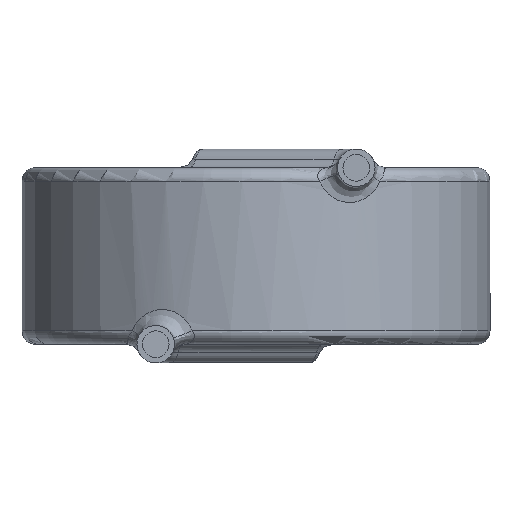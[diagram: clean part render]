
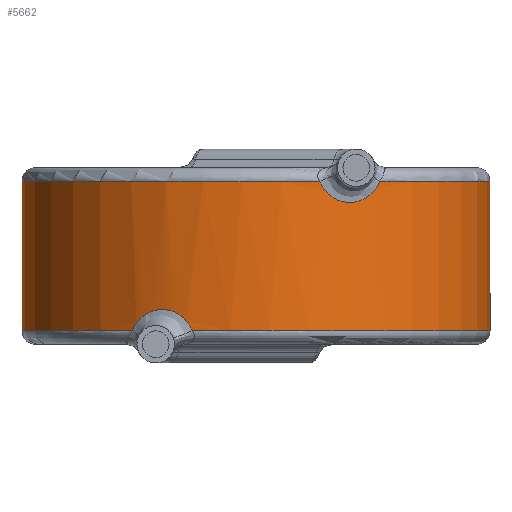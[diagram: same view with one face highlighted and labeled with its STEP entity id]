
A CAD part, front view. The second image highlights one B-rep face of the part: STEP entity #5662.
In plain terms, the highlighted cylindrical face has radius 8.75 mm (diameter 17.5 mm), a partial arc.
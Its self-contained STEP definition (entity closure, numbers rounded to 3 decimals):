
#44 = VERTEX_POINT ( 'NONE', #6315 ) ;
#93 = CARTESIAN_POINT ( 'NONE',  ( -4.376, -7.577, -2.379 ) ) ;
#115 = VERTEX_POINT ( 'NONE', #4230 ) ;
#243 = CARTESIAN_POINT ( 'NONE',  ( 4.632, -7.423, 2.8 ) ) ;
#289 = CARTESIAN_POINT ( 'NONE',  ( -8.75, 0., -7.293 ) ) ;
#356 = EDGE_CURVE ( 'NONE', #6710, #6394, #6556, .T. ) ;
#362 = AXIS2_PLACEMENT_3D ( 'NONE', #2685, #5050, #2798 ) ;
#494 = CARTESIAN_POINT ( 'NONE',  ( 3.771, -7.897, 2.024 ) ) ;
#515 = CARTESIAN_POINT ( 'NONE',  ( -3.771, -7.897, -2.024 ) ) ;
#644 = AXIS2_PLACEMENT_3D ( 'NONE', #4277, #6557, #6026 ) ;
#667 = CARTESIAN_POINT ( 'NONE',  ( 8.75, 0., -7.293 ) ) ;
#1067 = CARTESIAN_POINT ( 'NONE',  ( 3.297, -8.106, 2.013 ) ) ;
#1113 = AXIS2_PLACEMENT_3D ( 'NONE', #4354, #4977, #5512 ) ;
#1134 = CARTESIAN_POINT ( 'NONE',  ( -4.632, -7.423, -2.8 ) ) ;
#1251 = CARTESIAN_POINT ( 'NONE',  ( -2.386, -8.418, -2.8 ) ) ;
#1367 = FACE_OUTER_BOUND ( 'NONE', #4624, .T. ) ;
#1617 = CARTESIAN_POINT ( 'NONE',  ( 4.525, -7.49, 2.574 ) ) ;
#1823 = B_SPLINE_CURVE_WITH_KNOTS ( 'NONE', 3,
 ( #5144, #2200, #1617, #5766, #7361, #2049, #6773, #494, #7002, #6965, #1067, #7667, #3439, #2318, #2363, #3518 ),
 .UNSPECIFIED., .F., .F.,
 ( 4, 2, 2, 2, 2, 2, 2, 4 ),
 ( 0., 0., 0.001, 0.001, 0.002, 0.002, 0.002, 0.003 ),
 .UNSPECIFIED. ) ;
#1832 = CARTESIAN_POINT ( 'NONE',  ( -2.644, -8.344, -2.349 ) ) ;
#1850 = AXIS2_PLACEMENT_3D ( 'NONE', #5395, #2456, #6598 ) ;
#1899 = CARTESIAN_POINT ( 'NONE',  ( -8.75, 0., -2.8 ) ) ;
#2049 = CARTESIAN_POINT ( 'NONE',  ( 4.098, -7.732, 2.156 ) ) ;
#2105 = LINE ( 'NONE', #289, #6795 ) ;
#2200 = CARTESIAN_POINT ( 'NONE',  ( 4.586, -7.452, 2.681 ) ) ;
#2318 = CARTESIAN_POINT ( 'NONE',  ( 2.644, -8.344, 2.349 ) ) ;
#2338 = CARTESIAN_POINT ( 'NONE',  ( -3.297, -8.106, -2.013 ) ) ;
#2363 = CARTESIAN_POINT ( 'NONE',  ( 2.481, -8.391, 2.557 ) ) ;
#2456 = DIRECTION ( 'NONE',  ( 0., 0., -1. ) ) ;
#2458 = CARTESIAN_POINT ( 'NONE',  ( -3.653, -7.952, -2.003 ) ) ;
#2495 = DIRECTION ( 'NONE',  ( 0., 0., -1. ) ) ;
#2507 = CARTESIAN_POINT ( 'NONE',  ( 0., 0., 2.8 ) ) ;
#2590 = ORIENTED_EDGE ( 'NONE', *, *, #4518, .F. ) ;
#2685 = CARTESIAN_POINT ( 'NONE',  ( 0., 0., -2.8 ) ) ;
#2721 = EDGE_CURVE ( 'NONE', #7358, #6096, #2105, .T. ) ;
#2798 = DIRECTION ( 'NONE',  ( -1., 0., 0. ) ) ;
#2881 = CARTESIAN_POINT ( 'NONE',  ( -4.29, -7.627, -2.295 ) ) ;
#2891 = ORIENTED_EDGE ( 'NONE', *, *, #3438, .T. ) ;
#3002 = CARTESIAN_POINT ( 'NONE',  ( -4.098, -7.732, -2.156 ) ) ;
#3054 = CARTESIAN_POINT ( 'NONE',  ( 8.75, 0., -2.8 ) ) ;
#3173 = ORIENTED_EDGE ( 'NONE', *, *, #4671, .T. ) ;
#3192 = DIRECTION ( 'NONE',  ( 0., 0., -1. ) ) ;
#3438 = EDGE_CURVE ( 'NONE', #4817, #5106, #1823, .T. ) ;
#3439 = CARTESIAN_POINT ( 'NONE',  ( 2.954, -8.237, 2.136 ) ) ;
#3518 = CARTESIAN_POINT ( 'NONE',  ( 2.386, -8.418, 2.8 ) ) ;
#3583 = AXIS2_PLACEMENT_3D ( 'NONE', #2507, #4362, #3702 ) ;
#3702 = DIRECTION ( 'NONE',  ( -1., 0., 0. ) ) ;
#3952 = CIRCLE ( 'NONE', #362, 8.75 ) ;
#3985 = B_SPLINE_CURVE_WITH_KNOTS ( 'NONE', 3,
 ( #1134, #4168, #5277, #93, #2881, #3002, #5869, #515, #2458, #7649, #2338, #6522, #7143, #1832, #6560, #1251 ),
 .UNSPECIFIED., .F., .F.,
 ( 4, 2, 2, 2, 2, 2, 2, 4 ),
 ( 0., 0., 0.001, 0.001, 0.002, 0.002, 0.002, 0.003 ),
 .UNSPECIFIED. ) ;
#4055 = CARTESIAN_POINT ( 'NONE',  ( -8.75, 0., 2.8 ) ) ;
#4168 = CARTESIAN_POINT ( 'NONE',  ( -4.586, -7.452, -2.681 ) ) ;
#4230 = CARTESIAN_POINT ( 'NONE',  ( -2.386, -8.418, -2.8 ) ) ;
#4277 = CARTESIAN_POINT ( 'NONE',  ( 0., 0., -2.8 ) ) ;
#4354 = CARTESIAN_POINT ( 'NONE',  ( 0., 0., -7.293 ) ) ;
#4362 = DIRECTION ( 'NONE',  ( 0., 0., -1. ) ) ;
#4439 = EDGE_CURVE ( 'NONE', #6710, #4817, #4456, .T. ) ;
#4456 = CIRCLE ( 'NONE', #3583, 8.75 ) ;
#4518 = EDGE_CURVE ( 'NONE', #44, #6096, #3952, .T. ) ;
#4624 = EDGE_LOOP ( 'NONE', ( #4642, #6458, #2891, #3173, #6615, #2590, #4754, #7101 ) ) ;
#4642 = ORIENTED_EDGE ( 'NONE', *, *, #356, .F. ) ;
#4671 = EDGE_CURVE ( 'NONE', #5106, #7358, #7420, .T. ) ;
#4754 = ORIENTED_EDGE ( 'NONE', *, *, #5523, .T. ) ;
#4817 = VERTEX_POINT ( 'NONE', #243 ) ;
#4977 = DIRECTION ( 'NONE',  ( 0., 0., -1. ) ) ;
#5050 = DIRECTION ( 'NONE',  ( 0., 0., -1. ) ) ;
#5106 = VERTEX_POINT ( 'NONE', #6661 ) ;
#5144 = CARTESIAN_POINT ( 'NONE',  ( 4.632, -7.423, 2.8 ) ) ;
#5277 = CARTESIAN_POINT ( 'NONE',  ( -4.525, -7.49, -2.574 ) ) ;
#5395 = CARTESIAN_POINT ( 'NONE',  ( 0., 0., 2.8 ) ) ;
#5474 = CARTESIAN_POINT ( 'NONE',  ( 8.75, 0., 2.8 ) ) ;
#5512 = DIRECTION ( 'NONE',  ( -1., 0., 0. ) ) ;
#5523 = EDGE_CURVE ( 'NONE', #44, #115, #3985, .T. ) ;
#5662 = ADVANCED_FACE ( 'NONE', ( #1367 ), #6637, .T. ) ;
#5766 = CARTESIAN_POINT ( 'NONE',  ( 4.376, -7.577, 2.379 ) ) ;
#5869 = CARTESIAN_POINT ( 'NONE',  ( -3.992, -7.787, -2.1 ) ) ;
#6026 = DIRECTION ( 'NONE',  ( -1., 0., 0. ) ) ;
#6051 = VECTOR ( 'NONE', #2495, 1000. ) ;
#6094 = CIRCLE ( 'NONE', #644, 8.75 ) ;
#6096 = VERTEX_POINT ( 'NONE', #1899 ) ;
#6315 = CARTESIAN_POINT ( 'NONE',  ( -4.632, -7.423, -2.8 ) ) ;
#6394 = VERTEX_POINT ( 'NONE', #3054 ) ;
#6458 = ORIENTED_EDGE ( 'NONE', *, *, #4439, .T. ) ;
#6522 = CARTESIAN_POINT ( 'NONE',  ( -3.064, -8.197, -2.083 ) ) ;
#6556 = LINE ( 'NONE', #667, #6051 ) ;
#6557 = DIRECTION ( 'NONE',  ( 0., 0., -1. ) ) ;
#6560 = CARTESIAN_POINT ( 'NONE',  ( -2.481, -8.391, -2.557 ) ) ;
#6598 = DIRECTION ( 'NONE',  ( -1., 0., 0. ) ) ;
#6615 = ORIENTED_EDGE ( 'NONE', *, *, #2721, .T. ) ;
#6637 = CYLINDRICAL_SURFACE ( 'NONE', #1113, 8.75 ) ;
#6661 = CARTESIAN_POINT ( 'NONE',  ( 2.386, -8.418, 2.8 ) ) ;
#6710 = VERTEX_POINT ( 'NONE', #5474 ) ;
#6721 = EDGE_CURVE ( 'NONE', #6394, #115, #6094, .T. ) ;
#6773 = CARTESIAN_POINT ( 'NONE',  ( 3.992, -7.787, 2.1 ) ) ;
#6795 = VECTOR ( 'NONE', #3192, 1000. ) ;
#6965 = CARTESIAN_POINT ( 'NONE',  ( 3.417, -8.056, 1.998 ) ) ;
#7002 = CARTESIAN_POINT ( 'NONE',  ( 3.653, -7.952, 2.003 ) ) ;
#7101 = ORIENTED_EDGE ( 'NONE', *, *, #6721, .F. ) ;
#7143 = CARTESIAN_POINT ( 'NONE',  ( -2.954, -8.237, -2.136 ) ) ;
#7358 = VERTEX_POINT ( 'NONE', #4055 ) ;
#7361 = CARTESIAN_POINT ( 'NONE',  ( 4.29, -7.627, 2.295 ) ) ;
#7420 = CIRCLE ( 'NONE', #1850, 8.75 ) ;
#7649 = CARTESIAN_POINT ( 'NONE',  ( -3.417, -8.056, -1.998 ) ) ;
#7667 = CARTESIAN_POINT ( 'NONE',  ( 3.064, -8.197, 2.083 ) ) ;
